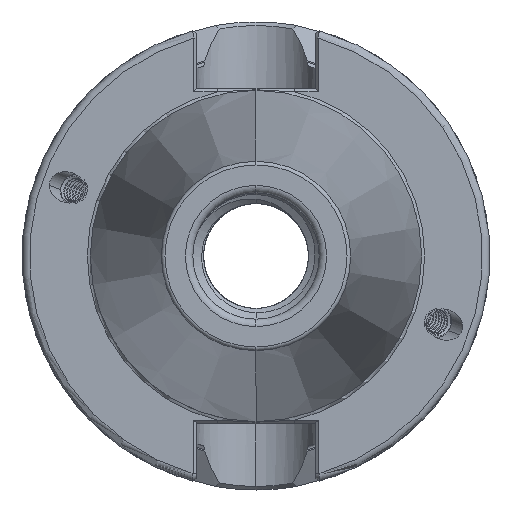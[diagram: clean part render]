
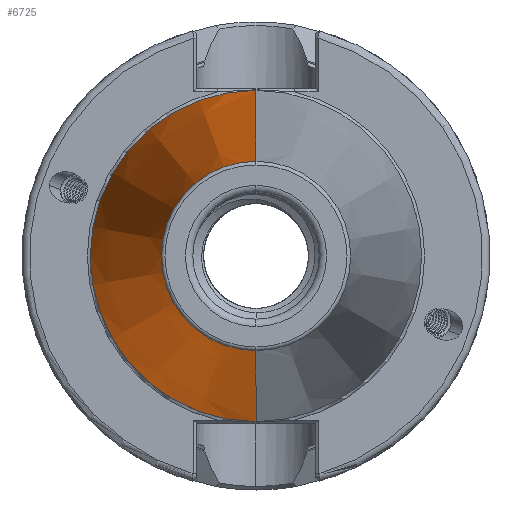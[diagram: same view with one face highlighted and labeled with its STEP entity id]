
A CAD part, left-side view. The second image highlights one B-rep face of the part: STEP entity #6725.
In plain terms, the highlighted conical face has half-angle 8.297 degrees and reference radius 22.298 mm.
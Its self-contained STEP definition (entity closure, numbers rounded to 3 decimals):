
#417 = CONICAL_SURFACE ( 'NONE', #5546, 22.298, 0.145 ) ;
#520 = CIRCLE ( 'NONE', #12477, 22.298 ) ;
#521 = CIRCLE ( 'NONE', #12483, 12.75 ) ;
#1371 = EDGE_LOOP ( 'NONE', ( #10916, #10914, #10915, #10913 ) ) ;
#3690 = VERTEX_POINT ( 'NONE', #10325 ) ;
#3691 = VERTEX_POINT ( 'NONE', #10326 ) ;
#3692 = VERTEX_POINT ( 'NONE', #10327 ) ;
#3693 = VERTEX_POINT ( 'NONE', #10328 ) ;
#4277 = CARTESIAN_POINT ( 'NONE',  ( -1.5, 0., 0. ) ) ;
#4278 = DIRECTION ( 'NONE',  ( 1., 0., 0. ) ) ;
#4279 = DIRECTION ( 'NONE',  ( 0., 0., -1. ) ) ;
#4280 = CARTESIAN_POINT ( 'NONE',  ( -66.972, 0., 0. ) ) ;
#4284 = LINE ( 'NONE', #4285, #12484 ) ;
#4285 = CARTESIAN_POINT ( 'NONE',  ( -1.5, 0., 22.298 ) ) ;
#4286 = DIRECTION ( 'NONE',  ( 0.99, 0., 0.144 ) ) ;
#4287 = DIRECTION ( 'NONE',  ( 1., 0., 0. ) ) ;
#4288 = DIRECTION ( 'NONE',  ( 0., 0., -1. ) ) ;
#4290 = LINE ( 'NONE', #4291, #12486 ) ;
#4291 = CARTESIAN_POINT ( 'NONE',  ( -1.5, 0., -22.298 ) ) ;
#4292 = DIRECTION ( 'NONE',  ( 0.99, 0., -0.144 ) ) ;
#5543 = FACE_OUTER_BOUND ( 'NONE', #1371, .T. ) ;
#5546 = AXIS2_PLACEMENT_3D ( 'NONE', #11860, #11861, #11862 ) ;
#6725 = ADVANCED_FACE ( 'NONE', ( #5543 ), #417, .T. ) ;
#10325 = CARTESIAN_POINT ( 'NONE',  ( -66.972, 0., 12.75 ) ) ;
#10326 = CARTESIAN_POINT ( 'NONE',  ( -66.972, 0., -12.75 ) ) ;
#10327 = CARTESIAN_POINT ( 'NONE',  ( -1.5, 0., 22.298 ) ) ;
#10328 = CARTESIAN_POINT ( 'NONE',  ( -1.5, 0., -22.298 ) ) ;
#10913 = ORIENTED_EDGE ( 'NONE', *, *, #12016, .F. ) ;
#10914 = ORIENTED_EDGE ( 'NONE', *, *, #12014, .T. ) ;
#10915 = ORIENTED_EDGE ( 'NONE', *, *, #12012, .F. ) ;
#10916 = ORIENTED_EDGE ( 'NONE', *, *, #12015, .T. ) ;
#11860 = CARTESIAN_POINT ( 'NONE',  ( -1.5, 0., 0. ) ) ;
#11861 = DIRECTION ( 'NONE',  ( 1., 0., 0. ) ) ;
#11862 = DIRECTION ( 'NONE',  ( 0., 0., -1. ) ) ;
#12012 = EDGE_CURVE ( 'NONE', #3693, #3692, #520, .T. ) ;
#12014 = EDGE_CURVE ( 'NONE', #3690, #3692, #4284, .T. ) ;
#12015 = EDGE_CURVE ( 'NONE', #3691, #3690, #521, .T. ) ;
#12016 = EDGE_CURVE ( 'NONE', #3691, #3693, #4290, .T. ) ;
#12477 = AXIS2_PLACEMENT_3D ( 'NONE', #4277, #4278, #4279 ) ;
#12483 = AXIS2_PLACEMENT_3D ( 'NONE', #4280, #4287, #4288 ) ;
#12484 = VECTOR ( 'NONE', #4286, 1000. ) ;
#12486 = VECTOR ( 'NONE', #4292, 1000. ) ;
